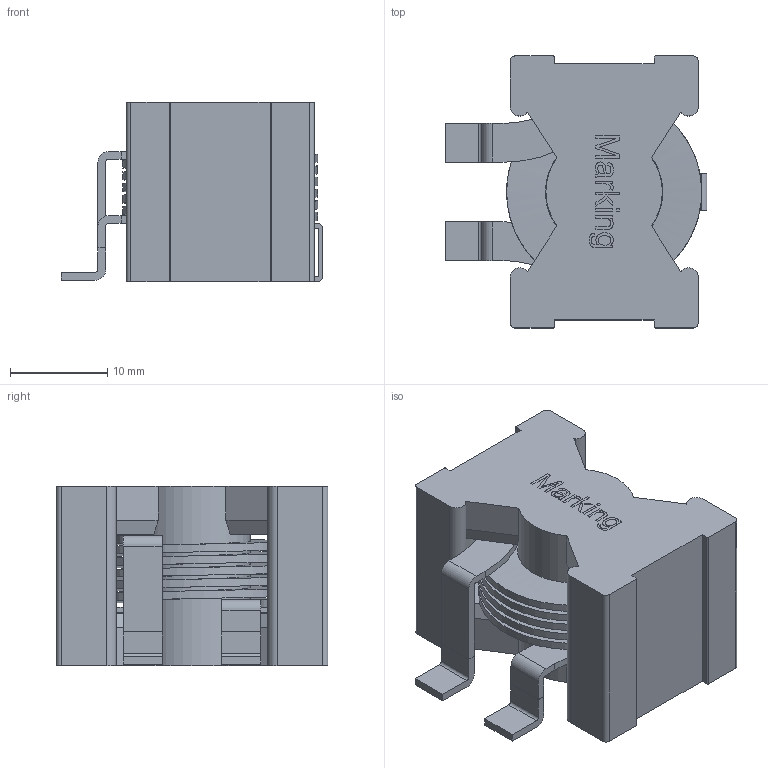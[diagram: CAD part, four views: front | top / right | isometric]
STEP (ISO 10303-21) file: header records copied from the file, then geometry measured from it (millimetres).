
FILE_DESCRIPTION(/* description */ ('Unknown'),/* implementation_level */ '2;1');
FILE_NAME(/* name */ 'L_Wurth_WE-HCF_2818',/* time_stamp */ '2022-03-08T10:08:09+08:00',/* author */ ('Unknown'),/* organization */ ('Unknown'),/* preprocessor_version */ 'ST-DEVELOPER v16.7',/* originating_system */ 'Solid Edge',/* authorisation */ 'Unknown');
FILE_SCHEMA (('AUTOMOTIVE_DESIGN {1 0 10303 214 3 1 1}'));
Length unit declared in the file: millimetre
Products named in the file (2): L_Wurth_WE-HCF_2818
Assembly tree (1 placements, depth 2):
  L_Wurth_WE-HCF_2818
    L_Wurth_WE-HCF_2818
Bounding box: 27 x 28 x 18.5 mm (x, y, z)
Volume: 7449.5 mm3; surface area: 6919.1 mm2
Topology: 2 solids, 2 shells, 195 faces, 532 edges, 349 vertices
Faces by surface type: plane 137, cylinder 41, bspline 17
Full cylindrical faces by diameter (mm): 12 x1
Entity records: 8738 total; most frequent: CARTESIAN_POINT 2414, ORIENTED_EDGE 1060, DIRECTION 965, EDGE_CURVE 530, LINE 385, VECTOR 385, VERTEX_POINT 349, AXIS2_PLACEMENT_3D 290
